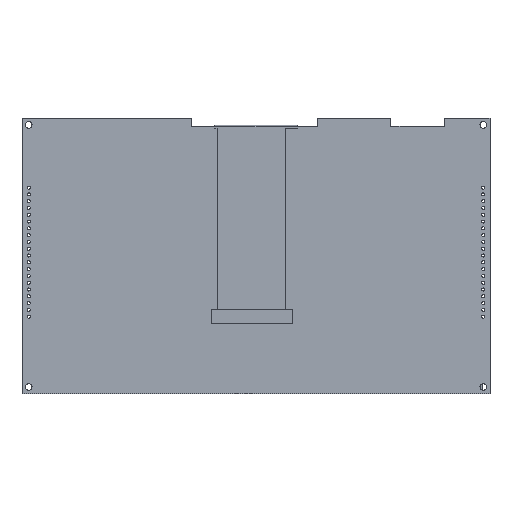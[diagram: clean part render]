
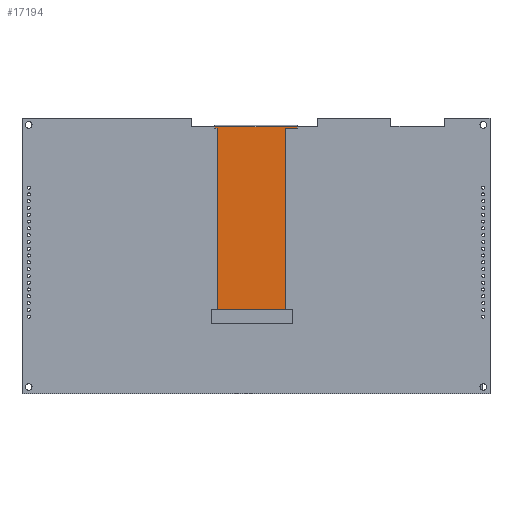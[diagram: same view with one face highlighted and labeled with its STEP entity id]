
A CAD part, front view. The second image highlights one B-rep face of the part: STEP entity #17194.
In plain terms, the highlighted face is planar.
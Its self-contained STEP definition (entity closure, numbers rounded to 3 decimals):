
#16756=DIRECTION('',(0.,1.,0.));
#16757=VECTOR('',#16756,0.42);
#16758=CARTESIAN_POINT('',(-15.5,-48.25,-0.8));
#16759=LINE('',#16758,#16757);
#16856=DIRECTION('',(-1.,0.,0.));
#16857=VECTOR('',#16856,31.);
#16858=CARTESIAN_POINT('',(15.5,-48.25,-0.8));
#16859=LINE('',#16858,#16857);
#16860=DIRECTION('',(-1.,0.,0.));
#16861=VECTOR('',#16860,4.5);
#16862=CARTESIAN_POINT('',(15.5,-47.83,-0.8));
#16863=LINE('',#16862,#16861);
#16864=DIRECTION('',(0.,-1.,0.));
#16865=VECTOR('',#16864,69.);
#16866=CARTESIAN_POINT('',(11.,21.17,-0.8));
#16867=LINE('',#16866,#16865);
#16868=DIRECTION('',(0.,-1.,0.));
#16869=VECTOR('',#16868,69.);
#16870=CARTESIAN_POINT('',(-14.5,21.17,-0.8));
#16871=LINE('',#16870,#16869);
#16872=DIRECTION('',(1.,0.,0.));
#16873=VECTOR('',#16872,1.);
#16874=CARTESIAN_POINT('',(-15.5,-47.83,-0.8));
#16875=LINE('',#16874,#16873);
#16913=DIRECTION('',(0.,1.,0.));
#16914=VECTOR('',#16913,0.42);
#16915=CARTESIAN_POINT('',(15.5,-48.25,-0.8));
#16916=LINE('',#16915,#16914);
#16938=DIRECTION('',(1.,0.,0.));
#16939=VECTOR('',#16938,25.5);
#16940=CARTESIAN_POINT('',(-14.5,21.17,-0.8));
#16941=LINE('',#16940,#16939);
#16943=CARTESIAN_POINT('',(15.5,-47.83,-0.8));
#16945=VERTEX_POINT('',#16943);
#16946=CARTESIAN_POINT('',(11.,-47.83,-0.8));
#16948=VERTEX_POINT('',#16946);
#16958=CARTESIAN_POINT('',(11.,21.17,-0.8));
#16959=VERTEX_POINT('',#16958);
#16962=CARTESIAN_POINT('',(-14.5,21.17,-0.8));
#16963=VERTEX_POINT('',#16962);
#16995=CARTESIAN_POINT('',(-15.5,-47.83,-0.8));
#16997=VERTEX_POINT('',#16995);
#16998=CARTESIAN_POINT('',(-14.5,-47.83,-0.8));
#16999=VERTEX_POINT('',#16998);
#17002=CARTESIAN_POINT('',(-15.5,-48.25,-0.8));
#17003=VERTEX_POINT('',#17002);
#17004=CARTESIAN_POINT('',(15.5,-48.25,-0.8));
#17005=VERTEX_POINT('',#17004);
#17173=CARTESIAN_POINT('',(-15.5,-48.8,-0.8));
#17174=DIRECTION('',(0.,0.,-1.));
#17175=DIRECTION('',(0.,1.,0.));
#17176=AXIS2_PLACEMENT_3D('',#17173,#17174,#17175);
#17177=PLANE('',#17176);
#17179=ORIENTED_EDGE('',*,*,#17178,.F.);
#17181=ORIENTED_EDGE('',*,*,#17180,.T.);
#17183=ORIENTED_EDGE('',*,*,#17182,.T.);
#17185=ORIENTED_EDGE('',*,*,#17184,.F.);
#17187=ORIENTED_EDGE('',*,*,#17186,.F.);
#17189=ORIENTED_EDGE('',*,*,#17188,.T.);
#17190=ORIENTED_EDGE('',*,*,#17165,.F.);
#17191=ORIENTED_EDGE('',*,*,#17017,.F.);
#17192=EDGE_LOOP('',(#17179,#17181,#17183,#17185,#17187,#17189,#17190,#17191));
#17193=FACE_OUTER_BOUND('',#17192,.F.);
#17017=EDGE_CURVE('',#17003,#16997,#16759,.T.);
#17165=EDGE_CURVE('',#16997,#16999,#16875,.T.);
#17178=EDGE_CURVE('',#17005,#17003,#16859,.T.);
#17180=EDGE_CURVE('',#17005,#16945,#16916,.T.);
#17182=EDGE_CURVE('',#16945,#16948,#16863,.T.);
#17184=EDGE_CURVE('',#16959,#16948,#16867,.T.);
#17186=EDGE_CURVE('',#16963,#16959,#16941,.T.);
#17188=EDGE_CURVE('',#16963,#16999,#16871,.T.);
#17194=ADVANCED_FACE('',(#17193),#17177,.T.);
